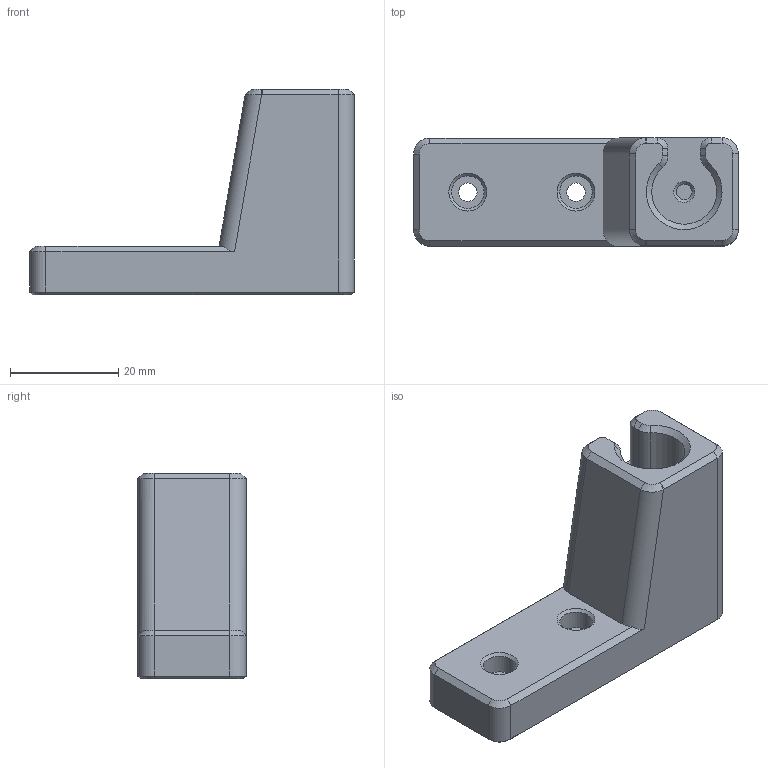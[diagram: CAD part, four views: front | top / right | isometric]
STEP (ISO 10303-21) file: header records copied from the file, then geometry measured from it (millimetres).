
FILE_DESCRIPTION(/* description */ (''),/* implementation_level */ '2;1');
FILE_NAME(/* name */ 'Door Puller Anchor v5.step',/* time_stamp */ '2025-09-15T10:39:22-04:00',/* author */ (''),/* organization */ (''),/* preprocessor_version */ 'ST-DEVELOPER v20.1',/* originating_system */ 'Autodesk Translation Framework v14.17.0.0',/* authorisation */ '');
FILE_SCHEMA (('AUTOMOTIVE_DESIGN { 1 0 10303 214 3 1 1 }'));
Length unit declared in the file: millimetre
Products named in the file (1): Door Puller Anchor
Bounding box: 60 x 20 x 38 mm (x, y, z)
Volume: 21635.8 mm3; surface area: 6462.7 mm2
Topology: 1 solids, 1 shells, 66 faces, 150 edges, 89 vertices
Faces by surface type: plane 28, cone 18, cylinder 16, bspline 4
Full cylindrical faces by diameter (mm): 2.9 x1, 3.4 x2, 6 x2
Entity records: 1929 total; most frequent: CARTESIAN_POINT 402, DIRECTION 318, ORIENTED_EDGE 300, EDGE_CURVE 150, AXIS2_PLACEMENT_3D 113, LINE 92, VECTOR 92, VERTEX_POINT 89
